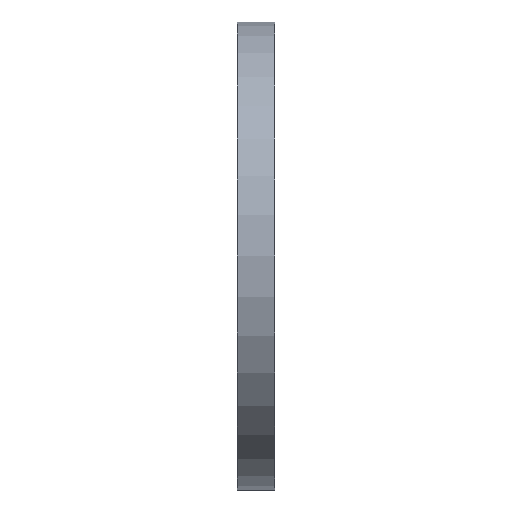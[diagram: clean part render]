
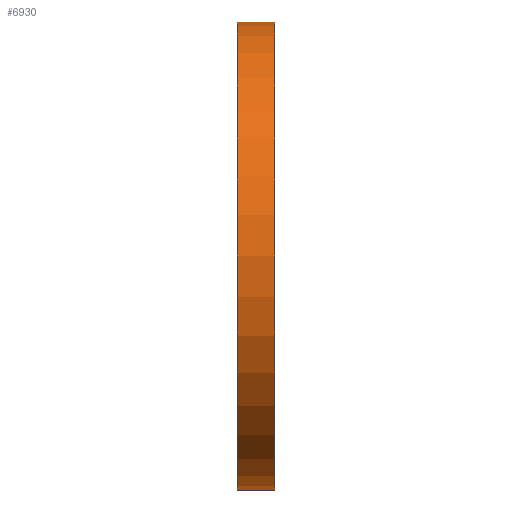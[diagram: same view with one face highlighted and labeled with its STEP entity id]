
A CAD part, left-side view. The second image highlights one B-rep face of the part: STEP entity #6930.
In plain terms, the highlighted cylindrical face has radius 50 mm (diameter 100 mm), a partial arc.
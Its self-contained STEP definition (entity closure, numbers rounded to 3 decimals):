
#595 = VECTOR ( 'NONE', #949, 1000. ) ;
#615 = DIRECTION ( 'NONE',  ( 0., 1., 0. ) ) ;
#949 = DIRECTION ( 'NONE',  ( 0., -1., 0. ) ) ;
#961 = ORIENTED_EDGE ( 'NONE', *, *, #8533, .T. ) ;
#1811 = CARTESIAN_POINT ( 'NONE',  ( 0., 8., 0. ) ) ;
#2123 = CARTESIAN_POINT ( 'NONE',  ( 0., 0., -50. ) ) ;
#2359 = DIRECTION ( 'NONE',  ( 0., -1., 0. ) ) ;
#2981 = DIRECTION ( 'NONE',  ( 0., -1., 0. ) ) ;
#3348 = VERTEX_POINT ( 'NONE', #12447 ) ;
#4125 = VERTEX_POINT ( 'NONE', #13037 ) ;
#4243 = CARTESIAN_POINT ( 'NONE',  ( 0., 8., -50. ) ) ;
#4406 = AXIS2_PLACEMENT_3D ( 'NONE', #7006, #615, #10253 ) ;
#5164 = DIRECTION ( 'NONE',  ( 0., 0., 1. ) ) ;
#5330 = CARTESIAN_POINT ( 'NONE',  ( 0., 8., 50. ) ) ;
#5417 = EDGE_CURVE ( 'NONE', #7300, #11928, #10906, .T. ) ;
#5733 = LINE ( 'NONE', #5330, #595 ) ;
#5992 = CIRCLE ( 'NONE', #7752, 50. ) ;
#6204 = CARTESIAN_POINT ( 'NONE',  ( 0., 0., 0. ) ) ;
#6910 = ORIENTED_EDGE ( 'NONE', *, *, #11679, .F. ) ;
#6930 = ADVANCED_FACE ( 'NONE', ( #8743 ), #9724, .T. ) ;
#7006 = CARTESIAN_POINT ( 'NONE',  ( 0., 8., 0. ) ) ;
#7300 = VERTEX_POINT ( 'NONE', #4243 ) ;
#7664 = CARTESIAN_POINT ( 'NONE',  ( 0., 8., -50. ) ) ;
#7752 = AXIS2_PLACEMENT_3D ( 'NONE', #6204, #11525, #5164 ) ;
#8533 = EDGE_CURVE ( 'NONE', #11928, #4125, #5992, .T. ) ;
#8603 = ORIENTED_EDGE ( 'NONE', *, *, #5417, .T. ) ;
#8743 = FACE_OUTER_BOUND ( 'NONE', #10845, .T. ) ;
#9333 = DIRECTION ( 'NONE',  ( 0., 0., -1. ) ) ;
#9509 = AXIS2_PLACEMENT_3D ( 'NONE', #1811, #2981, #9333 ) ;
#9724 = CYLINDRICAL_SURFACE ( 'NONE', #9509, 50. ) ;
#10122 = EDGE_CURVE ( 'NONE', #3348, #4125, #5733, .T. ) ;
#10253 = DIRECTION ( 'NONE',  ( 0., 0., 1. ) ) ;
#10845 = EDGE_LOOP ( 'NONE', ( #13677, #6910, #8603, #961 ) ) ;
#10906 = LINE ( 'NONE', #7664, #11249 ) ;
#11249 = VECTOR ( 'NONE', #2359, 1000. ) ;
#11525 = DIRECTION ( 'NONE',  ( 0., 1., 0. ) ) ;
#11679 = EDGE_CURVE ( 'NONE', #7300, #3348, #12559, .T. ) ;
#11928 = VERTEX_POINT ( 'NONE', #2123 ) ;
#12447 = CARTESIAN_POINT ( 'NONE',  ( 0., 8., 50. ) ) ;
#12559 = CIRCLE ( 'NONE', #4406, 50. ) ;
#13037 = CARTESIAN_POINT ( 'NONE',  ( 0., 0., 50. ) ) ;
#13677 = ORIENTED_EDGE ( 'NONE', *, *, #10122, .F. ) ;
